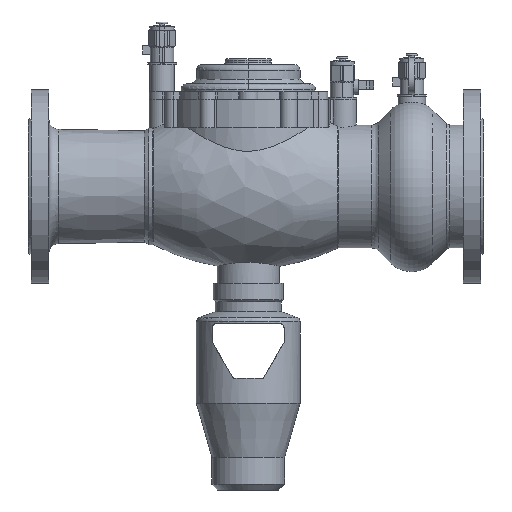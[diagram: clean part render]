
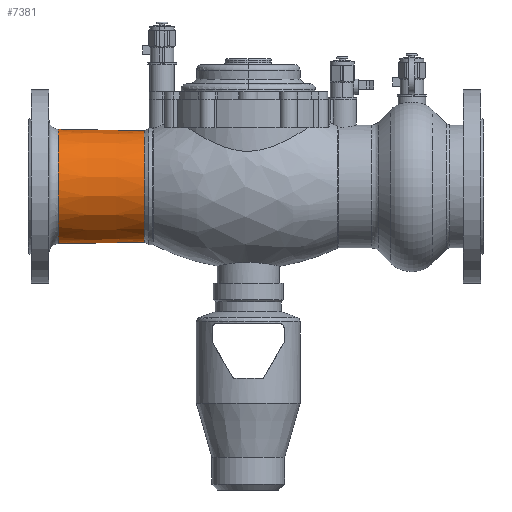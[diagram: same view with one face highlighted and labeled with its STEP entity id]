
A CAD part, front view. The second image highlights one B-rep face of the part: STEP entity #7381.
In plain terms, the highlighted conical face has half-angle 1 degrees and reference radius 57.655 mm.
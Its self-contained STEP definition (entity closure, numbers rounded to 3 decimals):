
#196=CONICAL_SURFACE($,#7956,57.655,1.);
#506=LINE($,#11800,#1087);
#507=LINE($,#11801,#1088);
#1087=VECTOR($,#9037,88.858);
#1088=VECTOR($,#9038,88.858);
#1634=CIRCLE($,#7957,57.5);
#2190=FACE_OUTER_BOUND($,#2651,.T.);
#2651=EDGE_LOOP($,(#5458,#5459,#5460,#5461));
#3039=B_SPLINE_CURVE_WITH_KNOTS($,3,(#10859,#10860,#10861,#10862,#10863,
#10864,#10865,#10866,#10867,#10868),.UNSPECIFIED.,.F.,.F.,(4,1,1,1,1,1,
1,4),(0.,0.143,0.286,0.429,0.571,
0.714,0.857,1.),.UNSPECIFIED.);
#3227=VERTEX_POINT($,#10857);
#3228=VERTEX_POINT($,#10858);
#3364=VERTEX_POINT($,#11797);
#3365=VERTEX_POINT($,#11798);
#3924=EDGE_CURVE($,#3227,#3228,#3039,.T.);
#4140=EDGE_CURVE($,#3364,#3365,#1634,.T.);
#4141=EDGE_CURVE($,#3227,#3364,#506,.T.);
#4142=EDGE_CURVE($,#3365,#3228,#507,.T.);
#5458=ORIENTED_EDGE($,*,*,#4140,.F.);
#5459=ORIENTED_EDGE($,*,*,#4141,.F.);
#5460=ORIENTED_EDGE($,*,*,#3924,.T.);
#5461=ORIENTED_EDGE($,*,*,#4142,.F.);
#7381=ADVANCED_FACE($,(#2190),#196,.T.);
#7956=AXIS2_PLACEMENT_3D($,#11796,#9033,#9034);
#7957=AXIS2_PLACEMENT_3D($,#11799,#9035,#9036);
#9033=DIRECTION('center_axis',(-1.,0.,0.));
#9034=DIRECTION('ref_axis',(0.,0.588,0.809));
#9035=DIRECTION('center_axis',(1.,0.,0.));
#9036=DIRECTION('ref_axis',(0.,0.588,0.809));
#9037=DIRECTION($,(1.,0.,-0.017));
#9038=DIRECTION($,(-1.,0.,-0.017));
#10857=CARTESIAN_POINT('',(-196.175,0.,59.051));
#10858=CARTESIAN_POINT('',(-196.175,0.,-59.051));
#10859=CARTESIAN_POINT('Ctrl Pts',(-196.175,0.,
59.051));
#10860=CARTESIAN_POINT('Ctrl Pts',(-196.175,-8.894,
59.18));
#10861=CARTESIAN_POINT('Ctrl Pts',(-196.175,-26.467,
54.959));
#10862=CARTESIAN_POINT('Ctrl Pts',(-196.175,-47.751,
38.091));
#10863=CARTESIAN_POINT('Ctrl Pts',(-196.175,-59.534,
13.583));
#10864=CARTESIAN_POINT('Ctrl Pts',(-196.175,-59.534,
-13.583));
#10865=CARTESIAN_POINT('Ctrl Pts',(-196.175,-47.751,
-38.091));
#10866=CARTESIAN_POINT('Ctrl Pts',(-196.175,-26.467,
-54.959));
#10867=CARTESIAN_POINT('Ctrl Pts',(-196.175,-8.894,
-59.18));
#10868=CARTESIAN_POINT('Ctrl Pts',(-196.175,0.,
-59.051));
#11796=CARTESIAN_POINT('Origin',(-116.215,0.,
0.));
#11797=CARTESIAN_POINT('',(-107.33,0.,57.5));
#11798=CARTESIAN_POINT('',(-107.33,0.,-57.5));
#11799=CARTESIAN_POINT('Origin',(-107.33,0.,
0.));
#11800=CARTESIAN_POINT($,(-196.175,0.,59.051));
#11801=CARTESIAN_POINT($,(-107.33,0.,-57.5));
